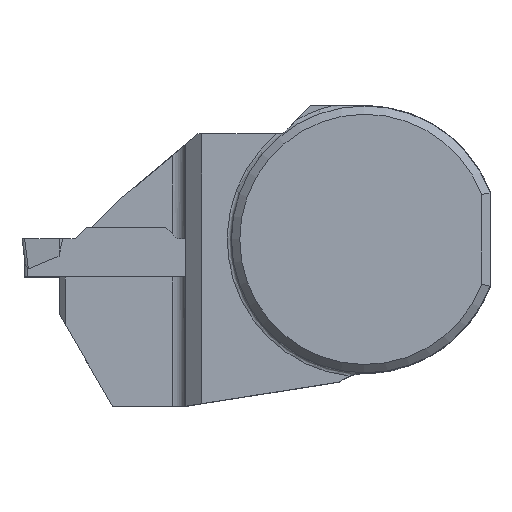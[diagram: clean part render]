
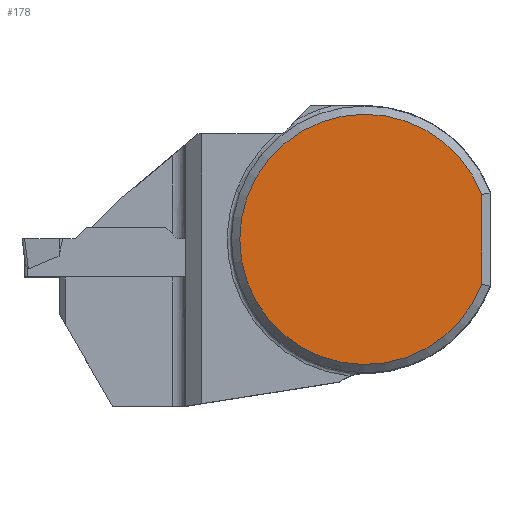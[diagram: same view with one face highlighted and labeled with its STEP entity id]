
A CAD part, top view. The second image highlights one B-rep face of the part: STEP entity #178.
In plain terms, the highlighted planar face has unit normal (0, 0, 1).
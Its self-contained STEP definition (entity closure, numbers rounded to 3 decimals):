
#126=PLANE('',#1395);
#178=ADVANCED_FACE('',(#251),#126,.F.);
#251=FACE_OUTER_BOUND('',#315,.T.);
#315=EDGE_LOOP('',(#666,#667));
#390=LINE('',#1848,#522);
#522=VECTOR('',#1514,1.);
#666=ORIENTED_EDGE('',*,*,#1137,.F.);
#667=ORIENTED_EDGE('',*,*,#1138,.T.);
#1020=VERTEX_POINT('',#1849);
#1021=VERTEX_POINT('',#1850);
#1137=EDGE_CURVE('',#1020,#1021,#390,.T.);
#1138=EDGE_CURVE('',#1020,#1021,#1306,.T.);
#1306=CIRCLE('',#1394,15.);
#1394=AXIS2_PLACEMENT_3D('',#1851,#1515,#1516);
#1395=AXIS2_PLACEMENT_3D('',#1852,#1517,#1518);
#1514=DIRECTION('',(0.,-1.,0.));
#1515=DIRECTION('',(0.,0.,1.));
#1516=DIRECTION('',(-1.,0.,0.));
#1517=DIRECTION('',(0.,0.,-1.));
#1518=DIRECTION('',(-1.,0.,0.));
#1848=CARTESIAN_POINT('',(14.,0.,0.325));
#1849=CARTESIAN_POINT('',(14.,5.385,0.325));
#1850=CARTESIAN_POINT('',(14.,-5.385,0.325));
#1851=CARTESIAN_POINT('',(0.,0.,0.325));
#1852=CARTESIAN_POINT('',(0.,0.,0.325));
